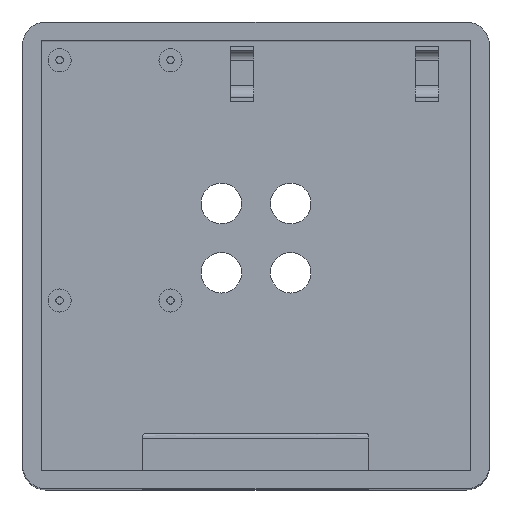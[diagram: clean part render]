
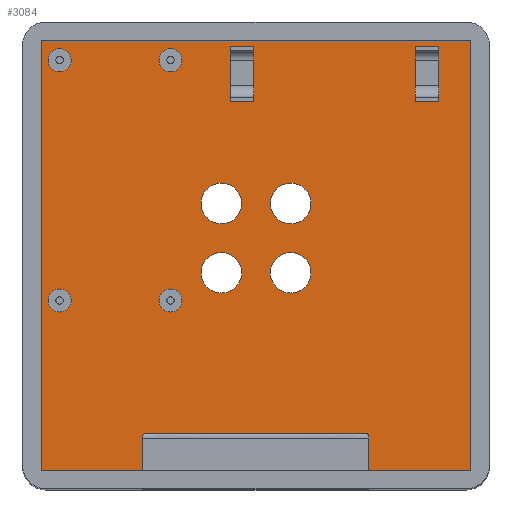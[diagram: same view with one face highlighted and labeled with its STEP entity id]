
A CAD part, top view. The second image highlights one B-rep face of the part: STEP entity #3084.
In plain terms, the highlighted planar face has unit normal (0, 0, 1).
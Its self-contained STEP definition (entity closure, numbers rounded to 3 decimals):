
#109=CIRCLE('',#3293,2.5);
#110=CIRCLE('',#3296,5.);
#111=CIRCLE('',#3297,5.);
#112=CIRCLE('',#3298,5.);
#113=CIRCLE('',#3299,5.);
#114=CIRCLE('',#3300,2.5);
#115=CIRCLE('',#3301,2.5);
#116=CIRCLE('',#3302,4.4);
#117=CIRCLE('',#3303,4.4);
#118=CIRCLE('',#3304,4.4);
#119=CIRCLE('',#3305,4.4);
#120=CIRCLE('',#3306,2.5);
#265=FACE_BOUND('',#536,.T.);
#266=FACE_BOUND('',#537,.T.);
#267=FACE_BOUND('',#538,.T.);
#268=FACE_BOUND('',#539,.T.);
#269=FACE_BOUND('',#540,.T.);
#270=FACE_BOUND('',#541,.T.);
#271=FACE_BOUND('',#542,.T.);
#272=FACE_BOUND('',#543,.T.);
#342=FACE_OUTER_BOUND('',#535,.T.);
#535=EDGE_LOOP('',(#2195,#2196,#2197,#2198,#2199,#2200,#2201,#2202));
#536=EDGE_LOOP('',(#2203));
#537=EDGE_LOOP('',(#2204));
#538=EDGE_LOOP('',(#2205));
#539=EDGE_LOOP('',(#2206));
#540=EDGE_LOOP('',(#2207));
#541=EDGE_LOOP('',(#2208));
#542=EDGE_LOOP('',(#2209));
#543=EDGE_LOOP('',(#2210));
#751=LINE('',#4827,#1051);
#752=LINE('',#4831,#1052);
#753=LINE('',#4835,#1053);
#754=LINE('',#4839,#1054);
#1051=VECTOR('',#3714,10.);
#1052=VECTOR('',#3717,10.);
#1053=VECTOR('',#3720,10.);
#1054=VECTOR('',#3723,10.);
#1359=VERTEX_POINT('',#4820);
#1360=VERTEX_POINT('',#4825);
#1361=VERTEX_POINT('',#4826);
#1362=VERTEX_POINT('',#4828);
#1363=VERTEX_POINT('',#4830);
#1364=VERTEX_POINT('',#4832);
#1365=VERTEX_POINT('',#4834);
#1366=VERTEX_POINT('',#4836);
#1367=VERTEX_POINT('',#4838);
#1368=VERTEX_POINT('',#4841);
#1369=VERTEX_POINT('',#4843);
#1370=VERTEX_POINT('',#4845);
#1371=VERTEX_POINT('',#4847);
#1372=VERTEX_POINT('',#4849);
#1373=VERTEX_POINT('',#4851);
#1374=VERTEX_POINT('',#4853);
#1677=EDGE_CURVE('',#1359,#1359,#109,.T.);
#1678=EDGE_CURVE('',#1360,#1361,#751,.T.);
#1679=EDGE_CURVE('',#1361,#1362,#110,.T.);
#1680=EDGE_CURVE('',#1362,#1363,#752,.T.);
#1681=EDGE_CURVE('',#1363,#1364,#111,.T.);
#1682=EDGE_CURVE('',#1364,#1365,#753,.T.);
#1683=EDGE_CURVE('',#1365,#1366,#112,.T.);
#1684=EDGE_CURVE('',#1366,#1367,#754,.T.);
#1685=EDGE_CURVE('',#1367,#1360,#113,.T.);
#1686=EDGE_CURVE('',#1368,#1368,#114,.T.);
#1687=EDGE_CURVE('',#1369,#1369,#115,.T.);
#1688=EDGE_CURVE('',#1370,#1370,#116,.T.);
#1689=EDGE_CURVE('',#1371,#1371,#117,.T.);
#1690=EDGE_CURVE('',#1372,#1372,#118,.T.);
#1691=EDGE_CURVE('',#1373,#1373,#119,.T.);
#1692=EDGE_CURVE('',#1374,#1374,#120,.T.);
#2195=ORIENTED_EDGE('',*,*,#1678,.T.);
#2196=ORIENTED_EDGE('',*,*,#1679,.T.);
#2197=ORIENTED_EDGE('',*,*,#1680,.T.);
#2198=ORIENTED_EDGE('',*,*,#1681,.T.);
#2199=ORIENTED_EDGE('',*,*,#1682,.T.);
#2200=ORIENTED_EDGE('',*,*,#1683,.T.);
#2201=ORIENTED_EDGE('',*,*,#1684,.T.);
#2202=ORIENTED_EDGE('',*,*,#1685,.T.);
#2203=ORIENTED_EDGE('',*,*,#1686,.T.);
#2204=ORIENTED_EDGE('',*,*,#1687,.T.);
#2205=ORIENTED_EDGE('',*,*,#1688,.T.);
#2206=ORIENTED_EDGE('',*,*,#1689,.T.);
#2207=ORIENTED_EDGE('',*,*,#1690,.T.);
#2208=ORIENTED_EDGE('',*,*,#1691,.T.);
#2209=ORIENTED_EDGE('',*,*,#1692,.T.);
#2210=ORIENTED_EDGE('',*,*,#1677,.T.);
#2961=PLANE('',#3295);
#3084=ADVANCED_FACE('',(#342,#265,#266,#267,#268,#269,#270,#271,#272),#2961,
 .T.);
#3293=AXIS2_PLACEMENT_3D('',#4822,#3708,#3709);
#3295=AXIS2_PLACEMENT_3D('',#4824,#3712,#3713);
#3296=AXIS2_PLACEMENT_3D('',#4829,#3715,#3716);
#3297=AXIS2_PLACEMENT_3D('',#4833,#3718,#3719);
#3298=AXIS2_PLACEMENT_3D('',#4837,#3721,#3722);
#3299=AXIS2_PLACEMENT_3D('',#4840,#3724,#3725);
#3300=AXIS2_PLACEMENT_3D('',#4842,#3726,#3727);
#3301=AXIS2_PLACEMENT_3D('',#4844,#3728,#3729);
#3302=AXIS2_PLACEMENT_3D('',#4846,#3730,#3731);
#3303=AXIS2_PLACEMENT_3D('',#4848,#3732,#3733);
#3304=AXIS2_PLACEMENT_3D('',#4850,#3734,#3735);
#3305=AXIS2_PLACEMENT_3D('',#4852,#3736,#3737);
#3306=AXIS2_PLACEMENT_3D('',#4854,#3738,#3739);
#3708=DIRECTION('center_axis',(0.,0.,-1.));
#3709=DIRECTION('ref_axis',(-1.,0.,0.));
#3712=DIRECTION('center_axis',(0.,0.,1.));
#3713=DIRECTION('ref_axis',(1.,0.,0.));
#3714=DIRECTION('',(-1.,0.,0.));
#3715=DIRECTION('center_axis',(0.,0.,1.));
#3716=DIRECTION('ref_axis',(-0.707,0.707,0.));
#3717=DIRECTION('',(0.,-1.,0.));
#3718=DIRECTION('center_axis',(0.,0.,1.));
#3719=DIRECTION('ref_axis',(-0.707,-0.707,0.));
#3720=DIRECTION('',(1.,0.,0.));
#3721=DIRECTION('center_axis',(0.,0.,1.));
#3722=DIRECTION('ref_axis',(0.707,-0.707,0.));
#3723=DIRECTION('',(0.,1.,0.));
#3724=DIRECTION('center_axis',(0.,0.,1.));
#3725=DIRECTION('ref_axis',(0.707,0.707,0.));
#3726=DIRECTION('center_axis',(0.,0.,-1.));
#3727=DIRECTION('ref_axis',(-1.,0.,0.));
#3728=DIRECTION('center_axis',(0.,0.,-1.));
#3729=DIRECTION('ref_axis',(-1.,0.,0.));
#3730=DIRECTION('center_axis',(0.,0.,-1.));
#3731=DIRECTION('ref_axis',(1.,0.,0.));
#3732=DIRECTION('center_axis',(0.,0.,-1.));
#3733=DIRECTION('ref_axis',(1.,0.,0.));
#3734=DIRECTION('center_axis',(0.,0.,-1.));
#3735=DIRECTION('ref_axis',(1.,0.,0.));
#3736=DIRECTION('center_axis',(0.,0.,-1.));
#3737=DIRECTION('ref_axis',(1.,0.,0.));
#3738=DIRECTION('center_axis',(0.,0.,-1.));
#3739=DIRECTION('ref_axis',(-1.,0.,0.));
#4820=CARTESIAN_POINT('',(10.5,93.,4.));
#4822=CARTESIAN_POINT('Origin',(8.,93.,4.));
#4824=CARTESIAN_POINT('Origin',(50.5,50.5,4.));
#4825=CARTESIAN_POINT('',(96.,101.,4.));
#4826=CARTESIAN_POINT('',(5.,101.,4.));
#4827=CARTESIAN_POINT('',(75.75,101.,4.));
#4828=CARTESIAN_POINT('',(0.,96.,4.));
#4829=CARTESIAN_POINT('Origin',(5.,96.,4.));
#4830=CARTESIAN_POINT('',(0.,5.,4.));
#4831=CARTESIAN_POINT('',(0.,75.75,4.));
#4832=CARTESIAN_POINT('',(5.,0.,4.));
#4833=CARTESIAN_POINT('Origin',(5.,5.,4.));
#4834=CARTESIAN_POINT('',(96.,0.,4.));
#4835=CARTESIAN_POINT('',(25.25,0.,4.));
#4836=CARTESIAN_POINT('',(101.,5.,4.));
#4837=CARTESIAN_POINT('Origin',(96.,5.,4.));
#4838=CARTESIAN_POINT('',(101.,96.,4.));
#4839=CARTESIAN_POINT('',(101.,25.25,4.));
#4840=CARTESIAN_POINT('Origin',(96.,96.,4.));
#4841=CARTESIAN_POINT('',(34.5,93.,4.));
#4842=CARTESIAN_POINT('Origin',(32.,93.,4.));
#4843=CARTESIAN_POINT('',(10.5,41.,4.));
#4844=CARTESIAN_POINT('Origin',(8.,41.,4.));
#4845=CARTESIAN_POINT('',(38.6,47.,4.));
#4846=CARTESIAN_POINT('Origin',(43.,47.,4.));
#4847=CARTESIAN_POINT('',(53.6,62.,4.));
#4848=CARTESIAN_POINT('Origin',(58.,62.,4.));
#4849=CARTESIAN_POINT('',(53.6,47.,4.));
#4850=CARTESIAN_POINT('Origin',(58.,47.,4.));
#4851=CARTESIAN_POINT('',(38.6,62.,4.));
#4852=CARTESIAN_POINT('Origin',(43.,62.,4.));
#4853=CARTESIAN_POINT('',(34.5,41.,4.));
#4854=CARTESIAN_POINT('Origin',(32.,41.,4.));
